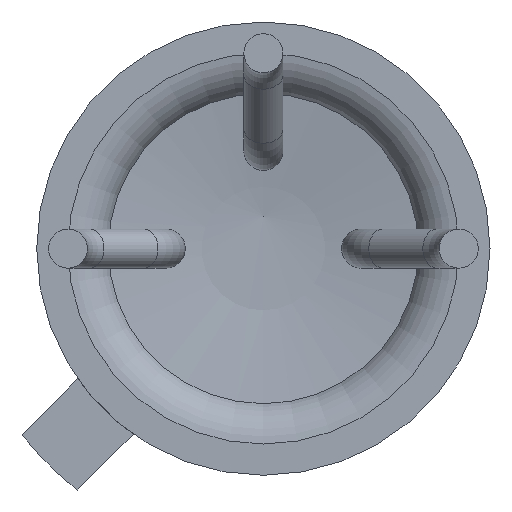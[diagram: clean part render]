
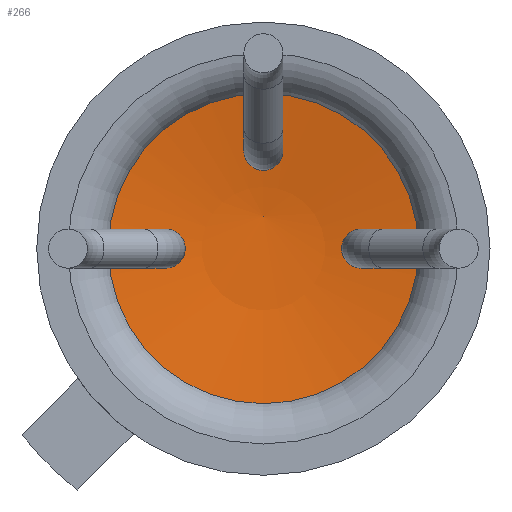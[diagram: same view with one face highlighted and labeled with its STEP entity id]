
A CAD part, left-side view. The second image highlights one B-rep face of the part: STEP entity #266.
In plain terms, the highlighted toroidal (fillet/blend) face has major radius 0.207 mm and minor radius 12 mm.
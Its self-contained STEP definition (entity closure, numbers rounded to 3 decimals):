
#266=ADVANCED_FACE('',(#736),#738,.T.);
#736=FACE_OUTER_BOUND('',#737,.T.);
#737=EDGE_LOOP('',(#1093));
#738=DEGENERATE_TOROIDAL_SURFACE('',#739,0.207,12.,.F.);
#739=AXIS2_PLACEMENT_3D('',#740,#741,#742);
#740=CARTESIAN_POINT('',(-11.398,0.,0.));
#741=DIRECTION('',(-1.,0.,0.));
#742=DIRECTION('',(0.,0.,1.));
#1093=ORIENTED_EDGE('',*,*,#1179,.T.);
#1179=EDGE_CURVE('',#1251,#1251,#1252,.T.);
#1251=VERTEX_POINT('',#1413);
#1252=CIRCLE('',#1414,1.984);
#1413=CARTESIAN_POINT('',(0.4,0.,1.984));
#1414=AXIS2_PLACEMENT_3D('',#1415,#1416,#1417);
#1415=CARTESIAN_POINT('',(0.4,0.,0.));
#1416=DIRECTION('',(-1.,0.,0.));
#1417=DIRECTION('',(0.,0.,1.));
